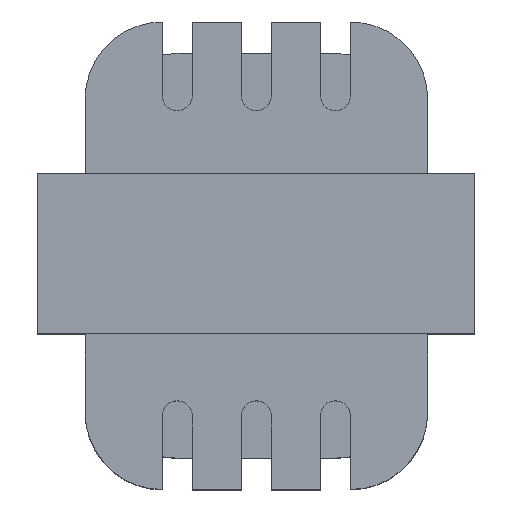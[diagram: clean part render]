
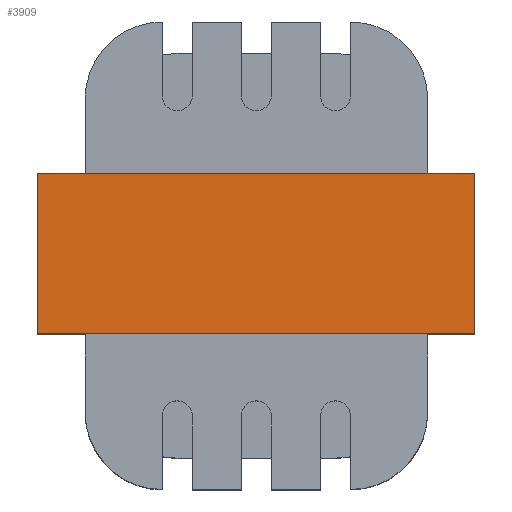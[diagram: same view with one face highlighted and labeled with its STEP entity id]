
A CAD part, top view. The second image highlights one B-rep face of the part: STEP entity #3909.
In plain terms, the highlighted planar face has unit normal (0, 0, 1).
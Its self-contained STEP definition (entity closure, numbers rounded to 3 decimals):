
#3445 = VERTEX_POINT('',#3446);
#3446 = CARTESIAN_POINT('',(-7.059,-2.477,11.1));
#3452 = EDGE_CURVE('',#3453,#3445,#3455,.T.);
#3453 = VERTEX_POINT('',#3454);
#3454 = CARTESIAN_POINT('',(6.981,-2.477,11.1));
#3455 = LINE('',#3456,#3457);
#3456 = CARTESIAN_POINT('',(6.981,-2.477,11.1));
#3457 = VECTOR('',#3458,1.);
#3458 = DIRECTION('',(-1.,0.,0.));
#3638 = VERTEX_POINT('',#3639);
#3639 = CARTESIAN_POINT('',(6.981,2.673,11.1));
#3645 = EDGE_CURVE('',#3646,#3638,#3648,.T.);
#3646 = VERTEX_POINT('',#3647);
#3647 = CARTESIAN_POINT('',(-7.059,2.673,11.1));
#3648 = LINE('',#3649,#3650);
#3649 = CARTESIAN_POINT('',(6.981,2.673,11.1));
#3650 = VECTOR('',#3651,1.);
#3651 = DIRECTION('',(1.,0.,0.));
#3876 = EDGE_CURVE('',#3638,#3453,#3877,.T.);
#3877 = LINE('',#3878,#3879);
#3878 = CARTESIAN_POINT('',(6.981,2.673,11.1));
#3879 = VECTOR('',#3880,1.);
#3880 = DIRECTION('',(0.,-1.,0.));
#3898 = EDGE_CURVE('',#3445,#3646,#3899,.T.);
#3899 = LINE('',#3900,#3901);
#3900 = CARTESIAN_POINT('',(-7.059,2.673,11.1));
#3901 = VECTOR('',#3902,1.);
#3902 = DIRECTION('',(0.,1.,0.));
#3909 = ADVANCED_FACE('',(#3910),#3916,.F.);
#3910 = FACE_BOUND('',#3911,.T.);
#3911 = EDGE_LOOP('',(#3912,#3913,#3914,#3915));
#3912 = ORIENTED_EDGE('',*,*,#3898,.F.);
#3913 = ORIENTED_EDGE('',*,*,#3452,.F.);
#3914 = ORIENTED_EDGE('',*,*,#3876,.F.);
#3915 = ORIENTED_EDGE('',*,*,#3645,.F.);
#3916 = PLANE('',#3917);
#3917 = AXIS2_PLACEMENT_3D('',#3918,#3919,#3920);
#3918 = CARTESIAN_POINT('',(6.981,2.673,11.1));
#3919 = DIRECTION('',(0.,0.,-1.));
#3920 = DIRECTION('',(0.,-1.,0.));
